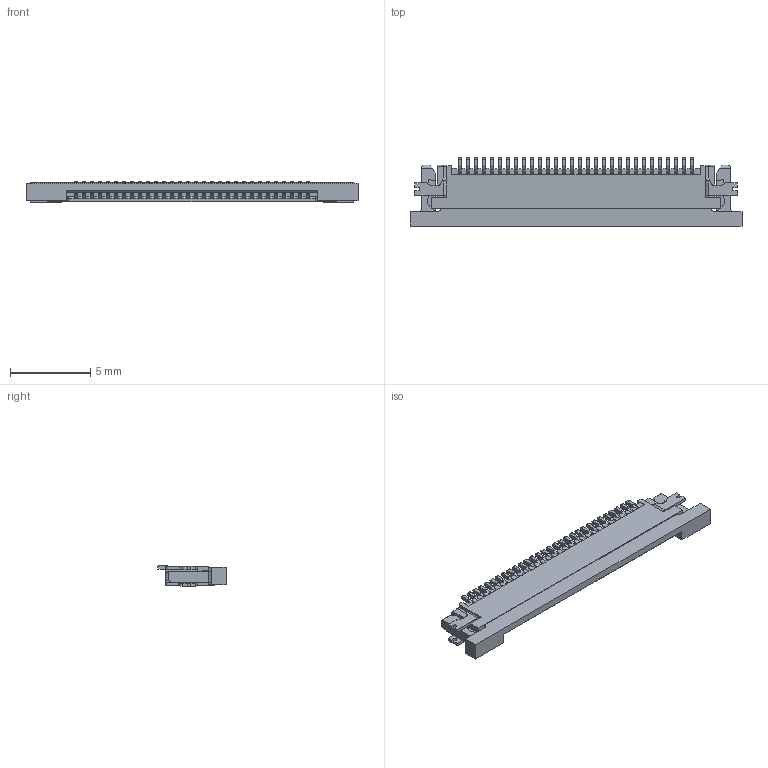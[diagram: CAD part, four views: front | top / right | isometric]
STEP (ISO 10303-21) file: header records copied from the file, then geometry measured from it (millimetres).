
FILE_DESCRIPTION(/* description */ ('Unknown'),/* implementation_level */ '2;1');
FILE_NAME(/* name */ '687130183622',/* time_stamp */ '2018-01-04T16:22:10+01:00',/* author */ ('Unknown'),/* organization */ ('Unknown'),/* preprocessor_version */ 'ST-DEVELOPER v16.7',/* originating_system */ 'DEX',/* authorisation */ $);
FILE_SCHEMA (('AUTOMOTIVE_DESIGN {1 0 10303 214 3 1 1}'));
Length unit declared in the file: millimetre
Products named in the file (6): 6871xx183622; 68x130183x22; 68X1XX183X22_Pin_TOP; 68x130183x22_Actuator; 68X1xx183x22_Solder_Pad2; 68X1XX183X22_Solder_Pad
Assembly tree (34 placements, depth 2):
  6871xx183622
    68x130183x22
    68X1XX183X22_Pin_TOP  x30
    68x130183x22_Actuator
    68X1xx183x22_Solder_Pad2
    68X1XX183X22_Solder_Pad
Bounding box: 20.7 x 4.25 x 1.29 mm (x, y, z)
Volume: 62.9 mm3; surface area: 559.2 mm2
Topology: 34 solids, 34 shells, 2145 faces, 6429 edges, 4234 vertices
Faces by surface type: plane 1546, cylinder 599
Entity records: 36520 total; most frequent: ORIENTED_EDGE 6594, CARTESIAN_POINT 6521, DIRECTION 5843, EDGE_CURVE 3297, LINE 2907, VECTOR 2907, VERTEX_POINT 2146, AXIS2_PLACEMENT_3D 1468
